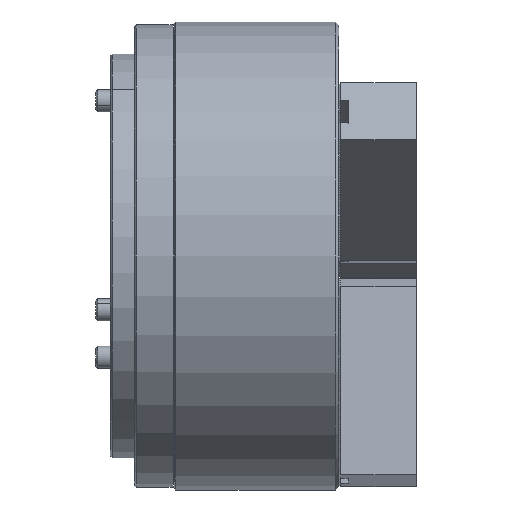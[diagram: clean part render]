
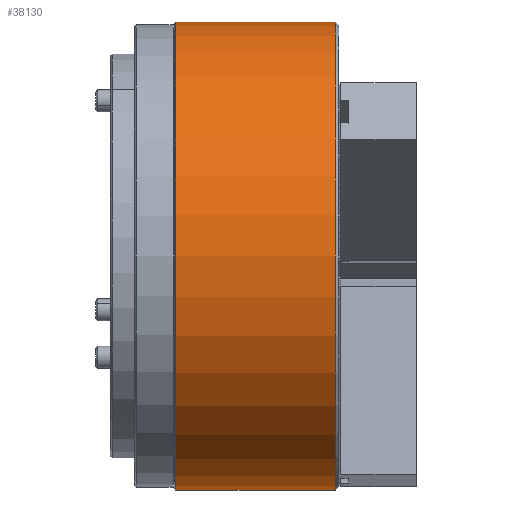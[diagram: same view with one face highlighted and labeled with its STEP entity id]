
A CAD part, front view. The second image highlights one B-rep face of the part: STEP entity #38130.
In plain terms, the highlighted cylindrical face has radius 127 mm (diameter 254 mm), a partial arc.
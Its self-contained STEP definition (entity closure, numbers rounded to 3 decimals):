
#1220 = AXIS2_PLACEMENT_3D ( 'NONE', #10437, #7275, #32357 ) ;
#2365 = DIRECTION ( 'NONE',  ( -1., 0., 0. ) ) ;
#2486 = CARTESIAN_POINT ( 'NONE',  ( 89.5, 0., -127. ) ) ;
#3686 = LINE ( 'NONE', #2486, #11991 ) ;
#4961 = ORIENTED_EDGE ( 'NONE', *, *, #5922, .T. ) ;
#5617 = DIRECTION ( 'NONE',  ( -1., 0., 0. ) ) ;
#5922 = EDGE_CURVE ( 'NONE', #32501, #28591, #21059, .T. ) ;
#6991 = CARTESIAN_POINT ( 'NONE',  ( 87.5, 0., 127. ) ) ;
#7275 = DIRECTION ( 'NONE',  ( -1., 0., 0. ) ) ;
#8977 = AXIS2_PLACEMENT_3D ( 'NONE', #21172, #2365, #24316 ) ;
#10437 = CARTESIAN_POINT ( 'NONE',  ( 89.5, 0., 0. ) ) ;
#10890 = CARTESIAN_POINT ( 'NONE',  ( 89.5, 0., 127. ) ) ;
#11970 = VECTOR ( 'NONE', #17199, 1000. ) ;
#11991 = VECTOR ( 'NONE', #5617, 1000. ) ;
#14441 = CARTESIAN_POINT ( 'NONE',  ( 1., 0., 0. ) ) ;
#14576 = EDGE_LOOP ( 'NONE', ( #15531, #22135, #33739, #4961 ) ) ;
#14685 = CARTESIAN_POINT ( 'NONE',  ( 1., 0., -127. ) ) ;
#15531 = ORIENTED_EDGE ( 'NONE', *, *, #37831, .F. ) ;
#15927 = FACE_OUTER_BOUND ( 'NONE', #14576, .T. ) ;
#16536 = VERTEX_POINT ( 'NONE', #39685 ) ;
#17174 = EDGE_CURVE ( 'NONE', #16536, #24016, #23961, .T. ) ;
#17199 = DIRECTION ( 'NONE',  ( -1., 0., 0. ) ) ;
#17580 = DIRECTION ( 'NONE',  ( 0., 0., -1. ) ) ;
#19581 = CARTESIAN_POINT ( 'NONE',  ( 1., 0., 127. ) ) ;
#21059 = CIRCLE ( 'NONE', #38895, 127. ) ;
#21172 = CARTESIAN_POINT ( 'NONE',  ( 87.5, 0., 0. ) ) ;
#22135 = ORIENTED_EDGE ( 'NONE', *, *, #17174, .T. ) ;
#23961 = CIRCLE ( 'NONE', #8977, 127. ) ;
#24016 = VERTEX_POINT ( 'NONE', #6991 ) ;
#24316 = DIRECTION ( 'NONE',  ( 0., 0., -1. ) ) ;
#28591 = VERTEX_POINT ( 'NONE', #14685 ) ;
#31522 = EDGE_CURVE ( 'NONE', #24016, #32501, #36976, .T. ) ;
#32357 = DIRECTION ( 'NONE',  ( 0., 0., 1. ) ) ;
#32501 = VERTEX_POINT ( 'NONE', #19581 ) ;
#33739 = ORIENTED_EDGE ( 'NONE', *, *, #31522, .T. ) ;
#36334 = DIRECTION ( 'NONE',  ( 1., 0., 0. ) ) ;
#36976 = LINE ( 'NONE', #10890, #11970 ) ;
#37831 = EDGE_CURVE ( 'NONE', #16536, #28591, #3686, .T. ) ;
#38130 = ADVANCED_FACE ( 'NONE', ( #15927 ), #38940, .T. ) ;
#38895 = AXIS2_PLACEMENT_3D ( 'NONE', #14441, #36334, #17580 ) ;
#38940 = CYLINDRICAL_SURFACE ( 'NONE', #1220, 127. ) ;
#39685 = CARTESIAN_POINT ( 'NONE',  ( 87.5, 0., -127. ) ) ;
